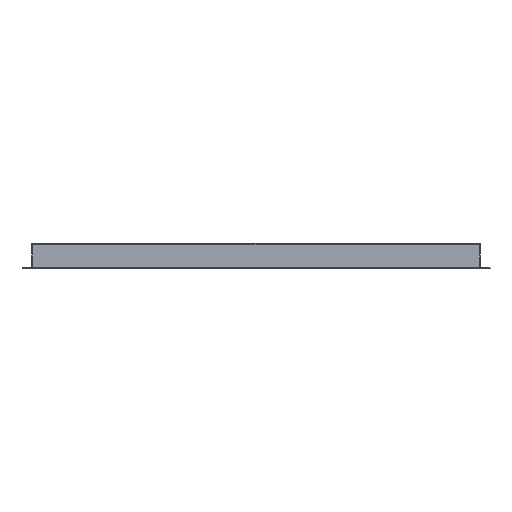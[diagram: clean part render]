
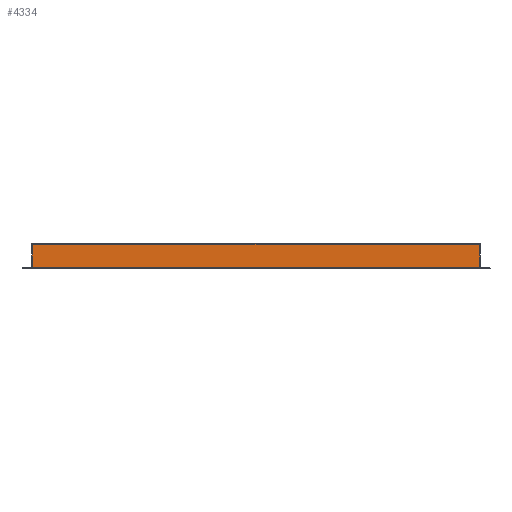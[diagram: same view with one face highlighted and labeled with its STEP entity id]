
A CAD part, front view. The second image highlights one B-rep face of the part: STEP entity #4334.
In plain terms, the highlighted planar face has unit normal (0, -1, 0).
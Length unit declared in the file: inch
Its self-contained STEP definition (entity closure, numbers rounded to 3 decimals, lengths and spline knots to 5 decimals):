
#364 = CARTESIAN_POINT ( 'NONE',  ( 11.375, -30.959, 1.225 ) ) ;
#684 = DIRECTION ( 'NONE',  ( 1., 0., 0. ) ) ;
#779 = VERTEX_POINT ( 'NONE', #12285 ) ;
#1014 = DIRECTION ( 'NONE',  ( 0., 0., -1. ) ) ;
#1290 = DIRECTION ( 'NONE',  ( 0., 1., 0. ) ) ;
#1702 = VECTOR ( 'NONE', #684, 39.37008 ) ;
#2000 = CARTESIAN_POINT ( 'NONE',  ( -11.875, -30.959, 1.225 ) ) ;
#2037 = LINE ( 'NONE', #12764, #1702 ) ;
#2579 = ORIENTED_EDGE ( 'NONE', *, *, #8274, .T. ) ;
#4325 = CARTESIAN_POINT ( 'NONE',  ( -11.375, -30.959, 1.225 ) ) ;
#4334 = ADVANCED_FACE ( 'NONE', ( #13705 ), #13372, .F. ) ;
#4696 = VECTOR ( 'NONE', #1014, 39.37008 ) ;
#4833 = VECTOR ( 'NONE', #6156, 39.37008 ) ;
#5048 = CARTESIAN_POINT ( 'NONE',  ( 11.375, -30.959, 0.05 ) ) ;
#5057 = EDGE_CURVE ( 'NONE', #11732, #6432, #6999, .T. ) ;
#6156 = DIRECTION ( 'NONE',  ( 0., 0., 1. ) ) ;
#6432 = VERTEX_POINT ( 'NONE', #364 ) ;
#6999 = LINE ( 'NONE', #2000, #9557 ) ;
#7742 = LINE ( 'NONE', #5048, #4833 ) ;
#7893 = CARTESIAN_POINT ( 'NONE',  ( -11.875, -30.959, 0.05 ) ) ;
#8274 = EDGE_CURVE ( 'NONE', #13952, #6432, #7742, .T. ) ;
#8631 = ORIENTED_EDGE ( 'NONE', *, *, #5057, .F. ) ;
#8846 = AXIS2_PLACEMENT_3D ( 'NONE', #7893, #1290, #8991 ) ;
#8922 = EDGE_CURVE ( 'NONE', #779, #13952, #2037, .T. ) ;
#8991 = DIRECTION ( 'NONE',  ( 0., 0., -1. ) ) ;
#9363 = EDGE_LOOP ( 'NONE', ( #8631, #10063, #11899, #2579 ) ) ;
#9557 = VECTOR ( 'NONE', #14056, 39.37008 ) ;
#9835 = CARTESIAN_POINT ( 'NONE',  ( -11.375, -30.959, 0.05 ) ) ;
#10063 = ORIENTED_EDGE ( 'NONE', *, *, #14138, .T. ) ;
#11732 = VERTEX_POINT ( 'NONE', #4325 ) ;
#11899 = ORIENTED_EDGE ( 'NONE', *, *, #8922, .T. ) ;
#12285 = CARTESIAN_POINT ( 'NONE',  ( -11.375, -30.959, 0.05 ) ) ;
#12734 = CARTESIAN_POINT ( 'NONE',  ( 11.375, -30.959, 0.05 ) ) ;
#12764 = CARTESIAN_POINT ( 'NONE',  ( -11.875, -30.959, 0.05 ) ) ;
#13372 = PLANE ( 'NONE',  #8846 ) ;
#13705 = FACE_OUTER_BOUND ( 'NONE', #9363, .T. ) ;
#13802 = LINE ( 'NONE', #9835, #4696 ) ;
#13952 = VERTEX_POINT ( 'NONE', #12734 ) ;
#14056 = DIRECTION ( 'NONE',  ( 1., 0., 0. ) ) ;
#14138 = EDGE_CURVE ( 'NONE', #11732, #779, #13802, .T. ) ;
